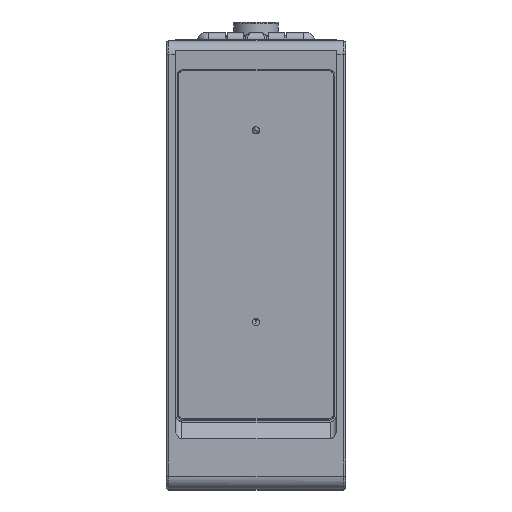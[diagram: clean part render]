
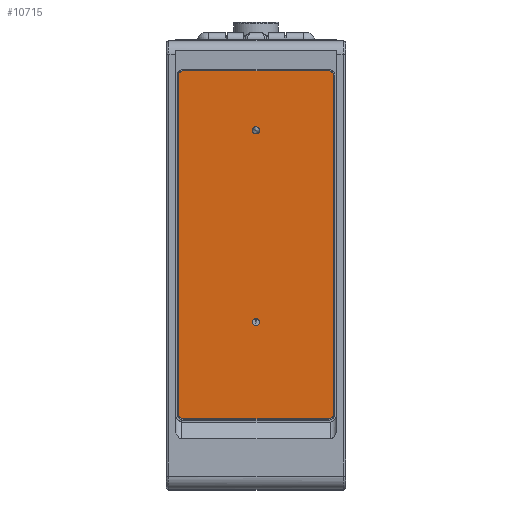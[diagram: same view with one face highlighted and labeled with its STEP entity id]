
A CAD part, top view. The second image highlights one B-rep face of the part: STEP entity #10715.
In plain terms, the highlighted planar face has unit normal (0, -0.048, 0.999).
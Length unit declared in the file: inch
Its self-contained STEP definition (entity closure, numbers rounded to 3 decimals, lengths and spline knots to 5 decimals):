
#451 = CIRCLE ( 'NONE', #3747, 0.02559 ) ;
#503 = CARTESIAN_POINT ( 'NONE',  ( -0.34154, 1.81139, -0.00353 ) ) ;
#542 = CARTESIAN_POINT ( 'NONE',  ( -0.31594, 1.83695, -0.0023 ) ) ;
#744 = VERTEX_POINT ( 'NONE', #6446 ) ;
#1001 = DIRECTION ( 'NONE',  ( 0., -0.999, -0.048 ) ) ;
#1139 = EDGE_CURVE ( 'NONE', #11395, #12975, #5089, .T. ) ;
#1152 = VERTEX_POINT ( 'NONE', #503 ) ;
#1162 = ORIENTED_EDGE ( 'NONE', *, *, #1139, .F. ) ;
#1351 = VERTEX_POINT ( 'NONE', #8998 ) ;
#1604 = EDGE_CURVE ( 'NONE', #3163, #744, #5471, .T. ) ;
#1606 = PLANE ( 'NONE',  #9495 ) ;
#2105 = LINE ( 'NONE', #7873, #5679 ) ;
#2370 = EDGE_CURVE ( 'NONE', #9084, #3163, #2105, .T. ) ;
#2715 = FACE_OUTER_BOUND ( 'NONE', #14255, .T. ) ;
#2801 = DIRECTION ( 'NONE',  ( 1., 0., 0. ) ) ;
#2901 = CIRCLE ( 'NONE', #13060, 0.02559 ) ;
#3163 = VERTEX_POINT ( 'NONE', #7885 ) ;
#3413 = CARTESIAN_POINT ( 'NONE',  ( -0.31594, 0.30918, -0.07568 ) ) ;
#3732 = CARTESIAN_POINT ( 'NONE',  ( 0.31594, 1.81139, -0.00353 ) ) ;
#3747 = AXIS2_PLACEMENT_3D ( 'NONE', #8316, #9922, #14367 ) ;
#3899 = EDGE_CURVE ( 'NONE', #744, #12019, #6719, .T. ) ;
#3960 = ORIENTED_EDGE ( 'NONE', *, *, #3899, .F. ) ;
#4052 = CARTESIAN_POINT ( 'NONE',  ( -0.34154, 1.83695, -0.0023 ) ) ;
#4299 = LINE ( 'NONE', #9692, #8684 ) ;
#4850 = DIRECTION ( 'NONE',  ( 0., 0.999, 0.048 ) ) ;
#5024 = AXIS2_PLACEMENT_3D ( 'NONE', #3732, #11665, #4850 ) ;
#5089 = LINE ( 'NONE', #4052, #12563 ) ;
#5191 = DIRECTION ( 'NONE',  ( 0., 0.999, 0.048 ) ) ;
#5471 = CIRCLE ( 'NONE', #7342, 0.02559 ) ;
#5527 = CARTESIAN_POINT ( 'NONE',  ( -0.31594, 1.81139, -0.00353 ) ) ;
#5679 = VECTOR ( 'NONE', #1001, 39.37008 ) ;
#5801 = ORIENTED_EDGE ( 'NONE', *, *, #8960, .F. ) ;
#6066 = VECTOR ( 'NONE', #12202, 39.37008 ) ;
#6336 = CARTESIAN_POINT ( 'NONE',  ( 0.31594, 0.33475, -0.07445 ) ) ;
#6446 = CARTESIAN_POINT ( 'NONE',  ( 0.31594, 0.30918, -0.07568 ) ) ;
#6484 = EDGE_CURVE ( 'NONE', #1351, #1152, #4299, .T. ) ;
#6719 = LINE ( 'NONE', #8781, #6066 ) ;
#7342 = AXIS2_PLACEMENT_3D ( 'NONE', #6336, #11895, #10832 ) ;
#7439 = ORIENTED_EDGE ( 'NONE', *, *, #13966, .F. ) ;
#7802 = DIRECTION ( 'NONE',  ( 0., 0.048, -0.999 ) ) ;
#7873 = CARTESIAN_POINT ( 'NONE',  ( 0.34154, 1.81139, -0.00353 ) ) ;
#7885 = CARTESIAN_POINT ( 'NONE',  ( 0.34154, 0.33475, -0.07445 ) ) ;
#8174 = CARTESIAN_POINT ( 'NONE',  ( 0., 1.07307, -0.03899 ) ) ;
#8316 = CARTESIAN_POINT ( 'NONE',  ( -0.31594, 0.33475, -0.07445 ) ) ;
#8684 = VECTOR ( 'NONE', #5191, 39.37008 ) ;
#8781 = CARTESIAN_POINT ( 'NONE',  ( 0.34154, 0.30918, -0.07568 ) ) ;
#8891 = ORIENTED_EDGE ( 'NONE', *, *, #10735, .F. ) ;
#8960 = EDGE_CURVE ( 'NONE', #1152, #11395, #2901, .T. ) ;
#8998 = CARTESIAN_POINT ( 'NONE',  ( -0.34154, 0.33475, -0.07445 ) ) ;
#9084 = VERTEX_POINT ( 'NONE', #10725 ) ;
#9290 = DIRECTION ( 'NONE',  ( -1., 0., 0. ) ) ;
#9401 = CARTESIAN_POINT ( 'NONE',  ( 0.31594, 1.83695, -0.0023 ) ) ;
#9495 = AXIS2_PLACEMENT_3D ( 'NONE', #8174, #13878, #9290 ) ;
#9692 = CARTESIAN_POINT ( 'NONE',  ( -0.34154, 0.33475, -0.07445 ) ) ;
#9922 = DIRECTION ( 'NONE',  ( 0., 0.048, -0.999 ) ) ;
#10715 = ADVANCED_FACE ( 'NONE', ( #2715 ), #1606, .F. ) ;
#10725 = CARTESIAN_POINT ( 'NONE',  ( 0.34154, 1.81139, -0.00353 ) ) ;
#10735 = EDGE_CURVE ( 'NONE', #12975, #9084, #11413, .T. ) ;
#10832 = DIRECTION ( 'NONE',  ( 0., 0.999, 0.048 ) ) ;
#11395 = VERTEX_POINT ( 'NONE', #542 ) ;
#11413 = CIRCLE ( 'NONE', #5024, 0.02559 ) ;
#11665 = DIRECTION ( 'NONE',  ( 0., 0.048, -0.999 ) ) ;
#11895 = DIRECTION ( 'NONE',  ( 0., 0.048, -0.999 ) ) ;
#12019 = VERTEX_POINT ( 'NONE', #3413 ) ;
#12202 = DIRECTION ( 'NONE',  ( -1., 0., 0. ) ) ;
#12330 = DIRECTION ( 'NONE',  ( 0., 0.999, 0.048 ) ) ;
#12563 = VECTOR ( 'NONE', #2801, 39.37008 ) ;
#12975 = VERTEX_POINT ( 'NONE', #9401 ) ;
#13060 = AXIS2_PLACEMENT_3D ( 'NONE', #5527, #7802, #12330 ) ;
#13386 = ORIENTED_EDGE ( 'NONE', *, *, #6484, .F. ) ;
#13403 = ORIENTED_EDGE ( 'NONE', *, *, #1604, .F. ) ;
#13699 = ORIENTED_EDGE ( 'NONE', *, *, #2370, .F. ) ;
#13878 = DIRECTION ( 'NONE',  ( 0., 0.048, -0.999 ) ) ;
#13966 = EDGE_CURVE ( 'NONE', #12019, #1351, #451, .T. ) ;
#14255 = EDGE_LOOP ( 'NONE', ( #13386, #7439, #3960, #13403, #13699, #8891, #1162, #5801 ) ) ;
#14367 = DIRECTION ( 'NONE',  ( 0., 0.999, 0.048 ) ) ;
